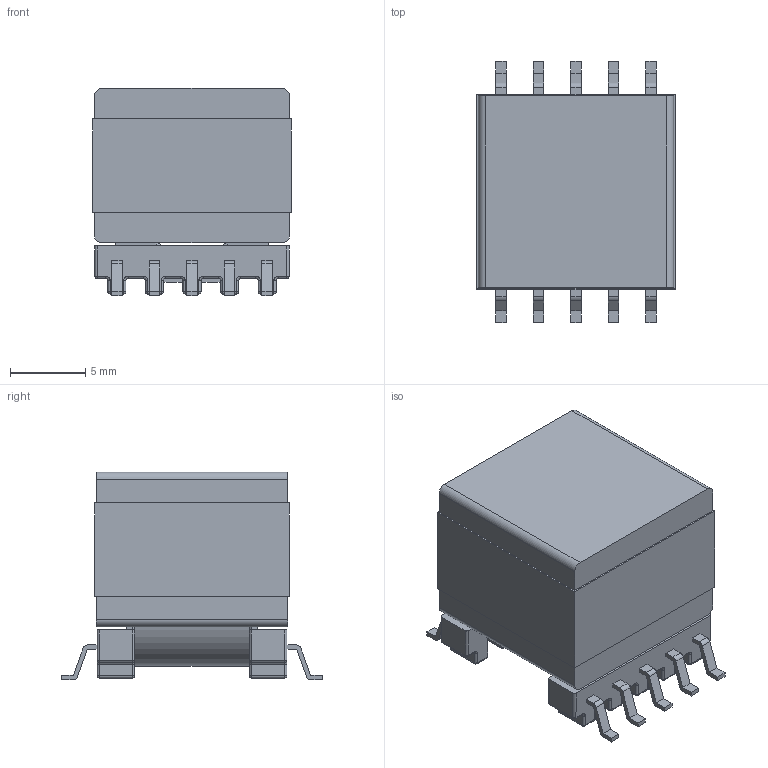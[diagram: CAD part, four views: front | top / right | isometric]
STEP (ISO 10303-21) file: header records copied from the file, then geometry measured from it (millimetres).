
FILE_DESCRIPTION(/* description */ ('Unknown'),/* implementation_level */ '2;1');
FILE_NAME(/* name */ 'T_Wurth_WE-FLYTI-EPQ13_6389_10PINS',/* time_stamp */ '2025-12-25T16:40:20+08:00',/* author */ ('Unknown'),/* organization */ ('Unknown'),/* preprocessor_version */ 'ST-DEVELOPER v19.4',/* originating_system */ 'Solid Edge',/* authorisation */ 'Unknown');
FILE_SCHEMA (('AUTOMOTIVE_DESIGN {1 0 10303 214 3 1 1}'));
Length unit declared in the file: millimetre
Products named in the file (2): T_Wurth_WE-FLYTI-EPQ13_6389_10PINS
Assembly tree (1 placements, depth 2):
  T_Wurth_WE-FLYTI-EPQ13_6389_10PINS
    T_Wurth_WE-FLYTI-EPQ13_6389_10PINS
Bounding box: 13.2 x 17.39 x 13.81 mm (x, y, z)
Volume: 1904.7 mm3; surface area: 2252.2 mm2
Topology: 2 solids, 2 shells, 607 faces, 1491 edges, 834 vertices
Faces by surface type: cylinder 229, plane 214, torus 84, sphere 48, bspline 32
Entity records: 22002 total; most frequent: CARTESIAN_POINT 3740, DIRECTION 3063, ORIENTED_EDGE 2854, EDGE_CURVE 1427, AXIS2_PLACEMENT_3D 1143, VERTEX_POINT 834, LINE 777, VECTOR 777
